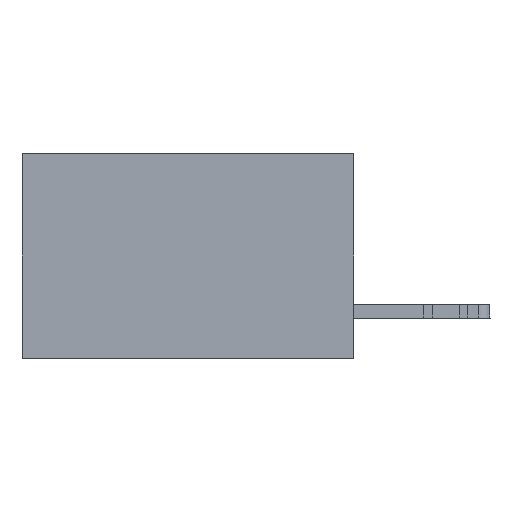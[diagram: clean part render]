
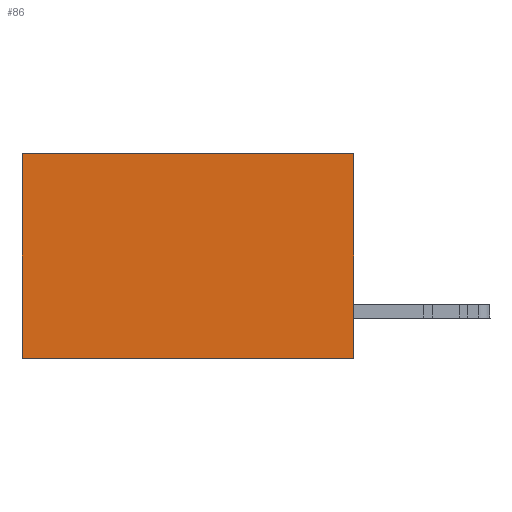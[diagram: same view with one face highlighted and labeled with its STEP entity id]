
A CAD part, left-side view. The second image highlights one B-rep face of the part: STEP entity #86.
In plain terms, the highlighted planar face has unit normal (-1, 0, 0).
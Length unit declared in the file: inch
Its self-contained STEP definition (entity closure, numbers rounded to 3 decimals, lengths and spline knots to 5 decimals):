
#86 = ADVANCED_FACE ( 'NONE', ( #42826 ), #22659, .F. ) ;
#376 = VERTEX_POINT ( 'NONE', #31353 ) ;
#2082 = CARTESIAN_POINT ( 'NONE',  ( 0.2875, 0., 0. ) ) ;
#3934 = AXIS2_PLACEMENT_3D ( 'NONE', #2082, #32958, #36537 ) ;
#6409 = EDGE_CURVE ( 'NONE', #41554, #376, #17617, .T. ) ;
#6504 = CARTESIAN_POINT ( 'NONE',  ( 0.2875, 0., -0.37 ) ) ;
#6665 = CARTESIAN_POINT ( 'NONE',  ( 0.2875, 0., 0. ) ) ;
#9273 = DIRECTION ( 'NONE',  ( 0., 0., -1. ) ) ;
#9858 = EDGE_CURVE ( 'NONE', #41554, #33324, #23888, .T. ) ;
#11527 = VECTOR ( 'NONE', #37554, 39.37008 ) ;
#13525 = ORIENTED_EDGE ( 'NONE', *, *, #17293, .T. ) ;
#14104 = CARTESIAN_POINT ( 'NONE',  ( 0.2875, 0.6, 0. ) ) ;
#14547 = CARTESIAN_POINT ( 'NONE',  ( 0.2875, 0.6, 0. ) ) ;
#16059 = EDGE_LOOP ( 'NONE', ( #13525, #29007, #25420, #34990 ) ) ;
#17293 = EDGE_CURVE ( 'NONE', #33324, #38375, #17905, .T. ) ;
#17617 = LINE ( 'NONE', #31286, #43236 ) ;
#17905 = LINE ( 'NONE', #14547, #33273 ) ;
#19264 = DIRECTION ( 'NONE',  ( 0., 1., 0. ) ) ;
#21586 = EDGE_CURVE ( 'NONE', #376, #38375, #36300, .T. ) ;
#22659 = PLANE ( 'NONE',  #3934 ) ;
#23888 = LINE ( 'NONE', #6665, #11527 ) ;
#25420 = ORIENTED_EDGE ( 'NONE', *, *, #6409, .F. ) ;
#29007 = ORIENTED_EDGE ( 'NONE', *, *, #21586, .F. ) ;
#30695 = DIRECTION ( 'NONE',  ( 0., 0., -1. ) ) ;
#31286 = CARTESIAN_POINT ( 'NONE',  ( 0.2875, 0., 0. ) ) ;
#31353 = CARTESIAN_POINT ( 'NONE',  ( 0.2875, 0., -0.37 ) ) ;
#32085 = VECTOR ( 'NONE', #19264, 39.37008 ) ;
#32958 = DIRECTION ( 'NONE',  ( 1., 0., 0. ) ) ;
#33273 = VECTOR ( 'NONE', #30695, 39.37008 ) ;
#33324 = VERTEX_POINT ( 'NONE', #14104 ) ;
#34990 = ORIENTED_EDGE ( 'NONE', *, *, #9858, .T. ) ;
#36300 = LINE ( 'NONE', #6504, #32085 ) ;
#36537 = DIRECTION ( 'NONE',  ( 0., 0., -1. ) ) ;
#37341 = CARTESIAN_POINT ( 'NONE',  ( 0.2875, 0., 0. ) ) ;
#37554 = DIRECTION ( 'NONE',  ( 0., 1., 0. ) ) ;
#38375 = VERTEX_POINT ( 'NONE', #42456 ) ;
#41554 = VERTEX_POINT ( 'NONE', #37341 ) ;
#42456 = CARTESIAN_POINT ( 'NONE',  ( 0.2875, 0.6, -0.37 ) ) ;
#42826 = FACE_OUTER_BOUND ( 'NONE', #16059, .T. ) ;
#43236 = VECTOR ( 'NONE', #9273, 39.37008 ) ;
